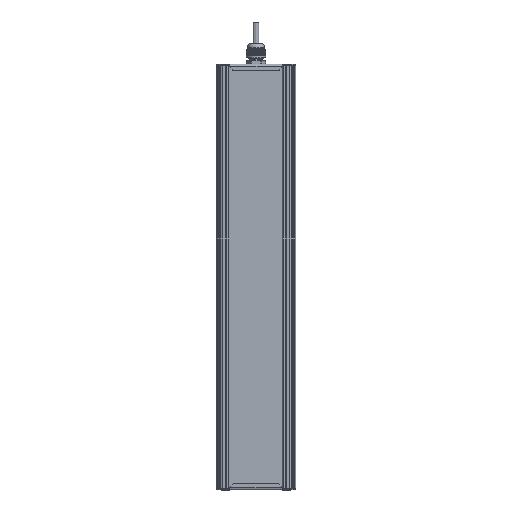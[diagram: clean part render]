
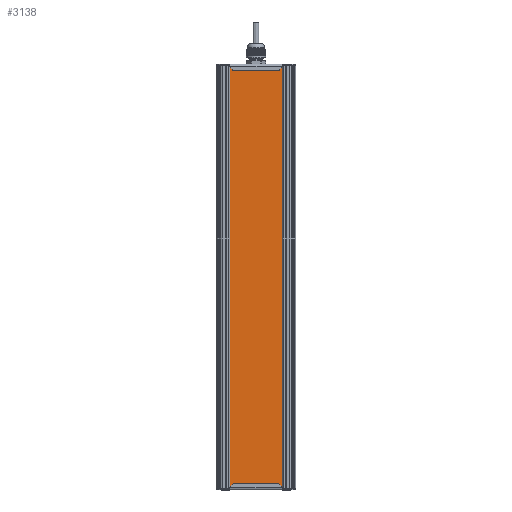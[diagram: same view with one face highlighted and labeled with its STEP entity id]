
A CAD part, front view. The second image highlights one B-rep face of the part: STEP entity #3138.
In plain terms, the highlighted face is planar.
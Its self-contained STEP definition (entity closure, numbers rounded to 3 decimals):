
#3138=ADVANCED_FACE('',(#10164),#10166,.T.);
#10164=FACE_BOUND('',#10165,.T.);
#10165=EDGE_LOOP('',(#36553,#36554,#36555,#36556));
#10166=PLANE('',#10167);
#10167=AXIS2_PLACEMENT_3D('',#10168,#10169,#10170);
#10168=CARTESIAN_POINT('',(120.465,593.492,117.308));
#10169=DIRECTION('',(0.,0.,-1.));
#10170=DIRECTION('',(0.,1.,0.));
#36553=ORIENTED_EDGE('',*,*,#42852,.T.);
#36554=ORIENTED_EDGE('',*,*,#42851,.T.);
#36555=ORIENTED_EDGE('',*,*,#42853,.F.);
#36556=ORIENTED_EDGE('',*,*,#42854,.F.);
#42851=EDGE_CURVE('',#48354,#48359,#48361,.T.);
#42852=EDGE_CURVE('',#48362,#48354,#48363,.T.);
#42853=EDGE_CURVE('',#48364,#48359,#48365,.T.);
#42854=EDGE_CURVE('',#48362,#48364,#48366,.T.);
#48354=VERTEX_POINT('',#67996);
#48359=VERTEX_POINT('',#68005);
#48361=LINE('',#68009,#68010);
#48362=VERTEX_POINT('',#68012);
#48363=LINE('',#68013,#68014);
#48364=VERTEX_POINT('',#68016);
#48365=LINE('',#68017,#68018);
#48366=LINE('',#68020,#68021);
#67996=CARTESIAN_POINT('',(120.465,679.838,117.308));
#68005=CARTESIAN_POINT('',(716.465,679.838,117.308));
#68009=CARTESIAN_POINT('',(120.465,679.838,117.308));
#68010=VECTOR('',#68011,1.);
#68011=DIRECTION('',(1.,0.,0.));
#68012=CARTESIAN_POINT('',(120.465,593.492,117.308));
#68013=CARTESIAN_POINT('',(120.465,593.492,117.308));
#68014=VECTOR('',#68015,1.);
#68015=DIRECTION('',(0.,1.,0.));
#68016=CARTESIAN_POINT('',(716.465,593.492,117.308));
#68017=CARTESIAN_POINT('',(716.465,593.492,117.308));
#68018=VECTOR('',#68019,1.);
#68019=DIRECTION('',(0.,1.,0.));
#68020=CARTESIAN_POINT('',(120.465,593.492,117.308));
#68021=VECTOR('',#68022,1.);
#68022=DIRECTION('',(1.,0.,0.));
